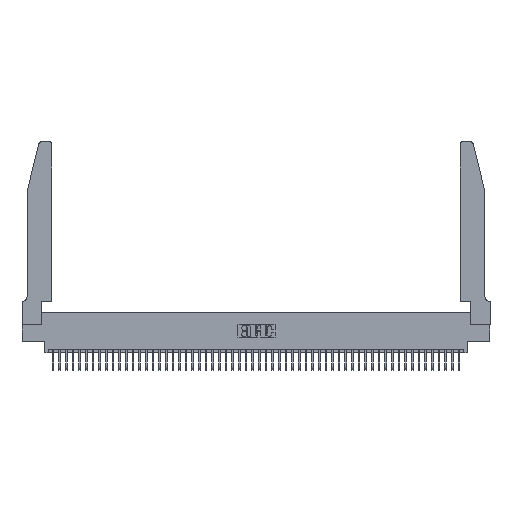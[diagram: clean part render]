
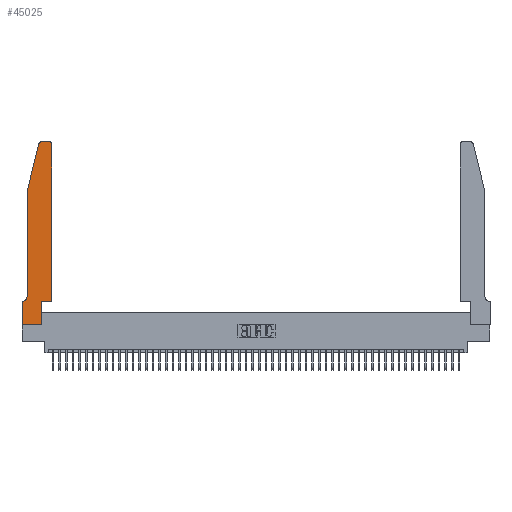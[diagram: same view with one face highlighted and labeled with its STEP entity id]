
A CAD part, top view. The second image highlights one B-rep face of the part: STEP entity #45025.
In plain terms, the highlighted planar face has unit normal (0, 0, 1).
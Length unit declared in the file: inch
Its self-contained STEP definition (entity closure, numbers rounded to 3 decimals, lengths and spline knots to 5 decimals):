
#1305 = ORIENTED_EDGE ( 'NONE', *, *, #24643, .T. ) ;
#1647 = EDGE_CURVE ( 'NONE', #23441, #35161, #37770, .T. ) ;
#2018 = ORIENTED_EDGE ( 'NONE', *, *, #5719, .T. ) ;
#2140 = CARTESIAN_POINT ( 'NONE',  ( 0.0755, 0.42, 0.37 ) ) ;
#2509 = VERTEX_POINT ( 'NONE', #15391 ) ;
#2966 = CARTESIAN_POINT ( 'NONE',  ( 0.4505, 0.35, 0.37 ) ) ;
#4143 = VERTEX_POINT ( 'NONE', #44486 ) ;
#4885 = LINE ( 'NONE', #26071, #6083 ) ;
#4998 = VERTEX_POINT ( 'NONE', #8887 ) ;
#5192 = DIRECTION ( 'NONE',  ( 0., 1., 0. ) ) ;
#5719 = EDGE_CURVE ( 'NONE', #29735, #36781, #19134, .T. ) ;
#5917 = DIRECTION ( 'NONE',  ( 0., -1., 0. ) ) ;
#6083 = VECTOR ( 'NONE', #17815, 39.37008 ) ;
#6398 = AXIS2_PLACEMENT_3D ( 'NONE', #31879, #9146, #35663 ) ;
#7281 = LINE ( 'NONE', #32434, #9658 ) ;
#7600 = VECTOR ( 'NONE', #39360, 39.37008 ) ;
#7757 = EDGE_CURVE ( 'NONE', #42258, #10617, #35878, .T. ) ;
#8020 = CARTESIAN_POINT ( 'NONE',  ( 0.0055, 0.42, 0.37 ) ) ;
#8887 = CARTESIAN_POINT ( 'NONE',  ( 0.2865, 0.35, 0.37 ) ) ;
#8895 = AXIS2_PLACEMENT_3D ( 'NONE', #37616, #45156, #22593 ) ;
#9067 = CARTESIAN_POINT ( 'NONE',  ( 0.0755, 2., 0.37 ) ) ;
#9146 = DIRECTION ( 'NONE',  ( 0., 0., 1. ) ) ;
#9658 = VECTOR ( 'NONE', #36229, 39.37008 ) ;
#9859 = VERTEX_POINT ( 'NONE', #37153 ) ;
#10375 = CARTESIAN_POINT ( 'NONE',  ( 0.0755, 2., 0.37 ) ) ;
#10482 = CARTESIAN_POINT ( 'NONE',  ( 0., 0., 0.37 ) ) ;
#10483 = LINE ( 'NONE', #2966, #31866 ) ;
#10617 = VERTEX_POINT ( 'NONE', #30193 ) ;
#11818 = DIRECTION ( 'NONE',  ( -1., 0., 0. ) ) ;
#13083 = ORIENTED_EDGE ( 'NONE', *, *, #1647, .T. ) ;
#13403 = AXIS2_PLACEMENT_3D ( 'NONE', #37667, #15007, #41426 ) ;
#13440 = CARTESIAN_POINT ( 'NONE',  ( 0.284, 2.75, 0.37 ) ) ;
#14728 = CARTESIAN_POINT ( 'NONE',  ( 0.0755, 0.35, 0.37 ) ) ;
#15007 = DIRECTION ( 'NONE',  ( 0., 0., 1. ) ) ;
#15043 = CARTESIAN_POINT ( 'NONE',  ( 0.4505, 2.72, 0.37 ) ) ;
#15391 = CARTESIAN_POINT ( 'NONE',  ( 0.0055, 0.35, 0.37 ) ) ;
#15482 = EDGE_CURVE ( 'NONE', #4998, #26508, #10483, .T. ) ;
#17815 = DIRECTION ( 'NONE',  ( -1., 0., 0. ) ) ;
#18879 = CARTESIAN_POINT ( 'NONE',  ( 0., 0.35, 0.37 ) ) ;
#18886 = VECTOR ( 'NONE', #5917, 39.37008 ) ;
#19134 = CIRCLE ( 'NONE', #6398, 0.03 ) ;
#21884 = DIRECTION ( 'NONE',  ( 1., 0., 0. ) ) ;
#22593 = DIRECTION ( 'NONE',  ( 1., 0., 0. ) ) ;
#23441 = VERTEX_POINT ( 'NONE', #18879 ) ;
#24041 = FACE_OUTER_BOUND ( 'NONE', #40992, .T. ) ;
#24125 = ORIENTED_EDGE ( 'NONE', *, *, #15482, .T. ) ;
#24416 = CARTESIAN_POINT ( 'NONE',  ( 0.2865, 0.35, 0.37 ) ) ;
#24643 = EDGE_CURVE ( 'NONE', #31315, #2509, #42282, .T. ) ;
#25109 = EDGE_CURVE ( 'NONE', #10617, #29735, #4885, .T. ) ;
#25544 = ORIENTED_EDGE ( 'NONE', *, *, #30598, .T. ) ;
#26071 = CARTESIAN_POINT ( 'NONE',  ( 0.2605, 2.75, 0.37 ) ) ;
#26508 = VERTEX_POINT ( 'NONE', #41905 ) ;
#26703 = EDGE_CURVE ( 'NONE', #26508, #42258, #48427, .T. ) ;
#27737 = LINE ( 'NONE', #10375, #18886 ) ;
#27747 = VECTOR ( 'NONE', #40604, 39.37008 ) ;
#27926 = VECTOR ( 'NONE', #30000, 39.37008 ) ;
#28265 = DIRECTION ( 'NONE',  ( 0., 1., 0. ) ) ;
#29735 = VERTEX_POINT ( 'NONE', #13440 ) ;
#30000 = DIRECTION ( 'NONE',  ( -1., 0., 0. ) ) ;
#30193 = CARTESIAN_POINT ( 'NONE',  ( 0.4205, 2.75, 0.37 ) ) ;
#30598 = EDGE_CURVE ( 'NONE', #4143, #4998, #45779, .T. ) ;
#31295 = ORIENTED_EDGE ( 'NONE', *, *, #48531, .T. ) ;
#31315 = VERTEX_POINT ( 'NONE', #2140 ) ;
#31866 = VECTOR ( 'NONE', #21884, 39.37008 ) ;
#31879 = CARTESIAN_POINT ( 'NONE',  ( 0.284, 2.72, 0.37 ) ) ;
#32434 = CARTESIAN_POINT ( 'NONE',  ( 0., 0., 0.37 ) ) ;
#32669 = ORIENTED_EDGE ( 'NONE', *, *, #42155, .T. ) ;
#33450 = VECTOR ( 'NONE', #28265, 39.37008 ) ;
#34552 = DIRECTION ( 'NONE',  ( 0., 0., -1. ) ) ;
#35161 = VERTEX_POINT ( 'NONE', #10482 ) ;
#35355 = CARTESIAN_POINT ( 'NONE',  ( 0.4505, 0.35, 0.37 ) ) ;
#35663 = DIRECTION ( 'NONE',  ( 1., 0., 0. ) ) ;
#35878 = CIRCLE ( 'NONE', #13403, 0.03 ) ;
#36229 = DIRECTION ( 'NONE',  ( 1., 0., 0. ) ) ;
#36674 = CARTESIAN_POINT ( 'NONE',  ( 0., 0., 0.37 ) ) ;
#36781 = VERTEX_POINT ( 'NONE', #48686 ) ;
#37153 = CARTESIAN_POINT ( 'NONE',  ( 0.0755, 2., 0.37 ) ) ;
#37616 = CARTESIAN_POINT ( 'NONE',  ( 0., 0.35, 0.37 ) ) ;
#37667 = CARTESIAN_POINT ( 'NONE',  ( 0.4205, 2.72, 0.37 ) ) ;
#37770 = LINE ( 'NONE', #36674, #27747 ) ;
#37842 = LINE ( 'NONE', #9067, #7600 ) ;
#37951 = LINE ( 'NONE', #14728, #27926 ) ;
#38470 = VECTOR ( 'NONE', #5192, 39.37008 ) ;
#38550 = AXIS2_PLACEMENT_3D ( 'NONE', #8020, #34552, #11818 ) ;
#38869 = EDGE_CURVE ( 'NONE', #35161, #4143, #7281, .T. ) ;
#39360 = DIRECTION ( 'NONE',  ( -0.239, -0.971, 0. ) ) ;
#39857 = ORIENTED_EDGE ( 'NONE', *, *, #25109, .T. ) ;
#40413 = EDGE_CURVE ( 'NONE', #2509, #23441, #37951, .T. ) ;
#40604 = DIRECTION ( 'NONE',  ( 0., -1., 0. ) ) ;
#40992 = EDGE_LOOP ( 'NONE', ( #39857, #2018, #31295, #32669, #1305, #45829, #13083, #47465, #25544, #24125, #45236, #47839 ) ) ;
#41381 = PLANE ( 'NONE',  #8895 ) ;
#41426 = DIRECTION ( 'NONE',  ( 1., 0., 0. ) ) ;
#41905 = CARTESIAN_POINT ( 'NONE',  ( 0.4505, 0.35, 0.37 ) ) ;
#42155 = EDGE_CURVE ( 'NONE', #9859, #31315, #27737, .T. ) ;
#42258 = VERTEX_POINT ( 'NONE', #15043 ) ;
#42282 = CIRCLE ( 'NONE', #38550, 0.07 ) ;
#44486 = CARTESIAN_POINT ( 'NONE',  ( 0.2865, 0., 0.37 ) ) ;
#45025 = ADVANCED_FACE ( 'NONE', ( #24041 ), #41381, .T. ) ;
#45156 = DIRECTION ( 'NONE',  ( 0., 0., 1. ) ) ;
#45236 = ORIENTED_EDGE ( 'NONE', *, *, #26703, .T. ) ;
#45779 = LINE ( 'NONE', #24416, #33450 ) ;
#45829 = ORIENTED_EDGE ( 'NONE', *, *, #40413, .T. ) ;
#47465 = ORIENTED_EDGE ( 'NONE', *, *, #38869, .T. ) ;
#47839 = ORIENTED_EDGE ( 'NONE', *, *, #7757, .T. ) ;
#48427 = LINE ( 'NONE', #35355, #38470 ) ;
#48531 = EDGE_CURVE ( 'NONE', #36781, #9859, #37842, .T. ) ;
#48686 = CARTESIAN_POINT ( 'NONE',  ( 0.25487, 2.72718, 0.37 ) ) ;
